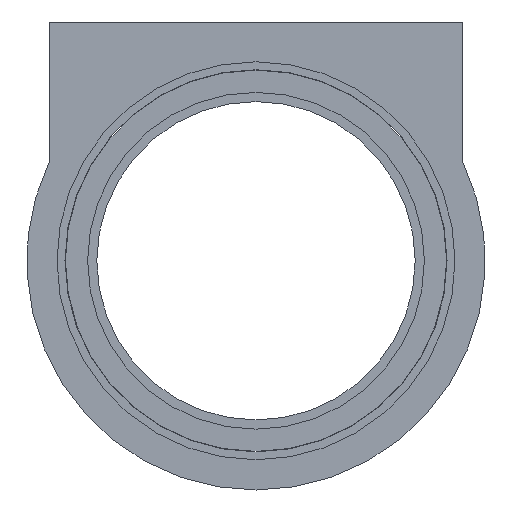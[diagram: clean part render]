
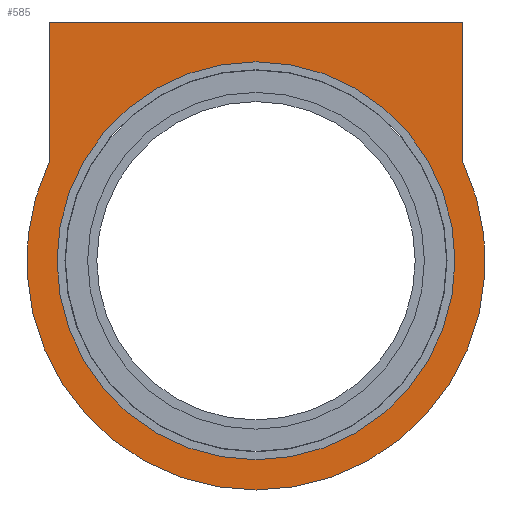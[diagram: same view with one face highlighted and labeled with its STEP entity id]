
A CAD part, front view. The second image highlights one B-rep face of the part: STEP entity #585.
In plain terms, the highlighted planar face has unit normal (0, -1, 0).
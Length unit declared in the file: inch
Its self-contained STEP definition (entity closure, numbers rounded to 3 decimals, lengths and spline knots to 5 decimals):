
#24 = DIRECTION ( 'NONE',  ( 0., 0., 1. ) ) ;
#52 = LINE ( 'NONE', #600, #524 ) ;
#78 = CIRCLE ( 'NONE', #911, 0.72 ) ;
#158 = CARTESIAN_POINT ( 'NONE',  ( 0., -0.125, 0.625 ) ) ;
#171 = DIRECTION ( 'NONE',  ( 0., 1., 0. ) ) ;
#193 = EDGE_CURVE ( 'NONE', #405, #304, #78, .T. ) ;
#209 = DIRECTION ( 'NONE',  ( 0., 1., 0. ) ) ;
#244 = EDGE_LOOP ( 'NONE', ( #312, #863 ) ) ;
#247 = CARTESIAN_POINT ( 'NONE',  ( -0.65, -0.125, 0.75 ) ) ;
#248 = DIRECTION ( 'NONE',  ( 1., 0., 0. ) ) ;
#252 = CARTESIAN_POINT ( 'NONE',  ( 0., -0.125, -0.625 ) ) ;
#258 = ORIENTED_EDGE ( 'NONE', *, *, #193, .F. ) ;
#271 = EDGE_LOOP ( 'NONE', ( #569, #417, #258, #981, #442 ) ) ;
#283 = VERTEX_POINT ( 'NONE', #537 ) ;
#287 = VERTEX_POINT ( 'NONE', #635 ) ;
#304 = VERTEX_POINT ( 'NONE', #1007 ) ;
#309 = EDGE_CURVE ( 'NONE', #287, #393, #843, .T. ) ;
#310 = EDGE_CURVE ( 'NONE', #393, #405, #52, .T. ) ;
#312 = ORIENTED_EDGE ( 'NONE', *, *, #1000, .T. ) ;
#334 = DIRECTION ( 'NONE',  ( 0., 0., -1. ) ) ;
#352 = VERTEX_POINT ( 'NONE', #158 ) ;
#393 = VERTEX_POINT ( 'NONE', #552 ) ;
#405 = VERTEX_POINT ( 'NONE', #1025 ) ;
#417 = ORIENTED_EDGE ( 'NONE', *, *, #1018, .F. ) ;
#441 = CARTESIAN_POINT ( 'NONE',  ( 0., -0.125, 0. ) ) ;
#442 = ORIENTED_EDGE ( 'NONE', *, *, #309, .F. ) ;
#454 = DIRECTION ( 'NONE',  ( 0., 1., 0. ) ) ;
#500 = LINE ( 'NONE', #247, #509 ) ;
#507 = DIRECTION ( 'NONE',  ( 0., 1., 0. ) ) ;
#509 = VECTOR ( 'NONE', #702, 39.37008 ) ;
#524 = VECTOR ( 'NONE', #334, 39.37008 ) ;
#536 = FACE_OUTER_BOUND ( 'NONE', #271, .T. ) ;
#537 = CARTESIAN_POINT ( 'NONE',  ( -0.65, -0.125, 0.30968 ) ) ;
#552 = CARTESIAN_POINT ( 'NONE',  ( 0.65, -0.125, 0.75 ) ) ;
#569 = ORIENTED_EDGE ( 'NONE', *, *, #1028, .F. ) ;
#579 = CIRCLE ( 'NONE', #761, 0.72 ) ;
#585 = ADVANCED_FACE ( 'NONE', ( #536, #664 ), #705, .F. ) ;
#600 = CARTESIAN_POINT ( 'NONE',  ( 0.65, -0.125, 0.75 ) ) ;
#603 = VERTEX_POINT ( 'NONE', #252 ) ;
#622 = CARTESIAN_POINT ( 'NONE',  ( 0., -0.125, 0. ) ) ;
#635 = CARTESIAN_POINT ( 'NONE',  ( -0.65, -0.125, 0.75 ) ) ;
#644 = DIRECTION ( 'NONE',  ( 0., 0., 1. ) ) ;
#645 = CARTESIAN_POINT ( 'NONE',  ( -0.65, -0.125, 0.75 ) ) ;
#651 = DIRECTION ( 'NONE',  ( 0., 0., 1. ) ) ;
#664 = FACE_BOUND ( 'NONE', #244, .T. ) ;
#671 = DIRECTION ( 'NONE',  ( 0., 0., 1. ) ) ;
#702 = DIRECTION ( 'NONE',  ( 0., 0., 1. ) ) ;
#705 = PLANE ( 'NONE',  #830 ) ;
#761 = AXIS2_PLACEMENT_3D ( 'NONE', #441, #977, #644 ) ;
#767 = AXIS2_PLACEMENT_3D ( 'NONE', #965, #507, #24 ) ;
#774 = AXIS2_PLACEMENT_3D ( 'NONE', #622, #209, #671 ) ;
#777 = CIRCLE ( 'NONE', #774, 0.625 ) ;
#826 = VECTOR ( 'NONE', #248, 39.37008 ) ;
#830 = AXIS2_PLACEMENT_3D ( 'NONE', #916, #171, #651 ) ;
#843 = LINE ( 'NONE', #645, #826 ) ;
#863 = ORIENTED_EDGE ( 'NONE', *, *, #991, .T. ) ;
#896 = CARTESIAN_POINT ( 'NONE',  ( 0., -0.125, 0. ) ) ;
#911 = AXIS2_PLACEMENT_3D ( 'NONE', #896, #454, #997 ) ;
#916 = CARTESIAN_POINT ( 'NONE',  ( 0., -0.125, 0. ) ) ;
#918 = CIRCLE ( 'NONE', #767, 0.625 ) ;
#965 = CARTESIAN_POINT ( 'NONE',  ( 0., -0.125, 0. ) ) ;
#977 = DIRECTION ( 'NONE',  ( 0., 1., 0. ) ) ;
#981 = ORIENTED_EDGE ( 'NONE', *, *, #310, .F. ) ;
#991 = EDGE_CURVE ( 'NONE', #352, #603, #777, .T. ) ;
#997 = DIRECTION ( 'NONE',  ( 0., 0., 1. ) ) ;
#1000 = EDGE_CURVE ( 'NONE', #603, #352, #918, .T. ) ;
#1007 = CARTESIAN_POINT ( 'NONE',  ( 0., -0.125, -0.72 ) ) ;
#1018 = EDGE_CURVE ( 'NONE', #304, #283, #579, .T. ) ;
#1025 = CARTESIAN_POINT ( 'NONE',  ( 0.65, -0.125, 0.30968 ) ) ;
#1028 = EDGE_CURVE ( 'NONE', #283, #287, #500, .T. ) ;
